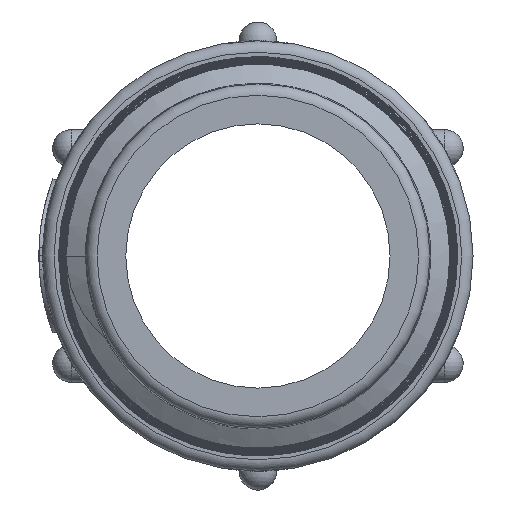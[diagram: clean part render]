
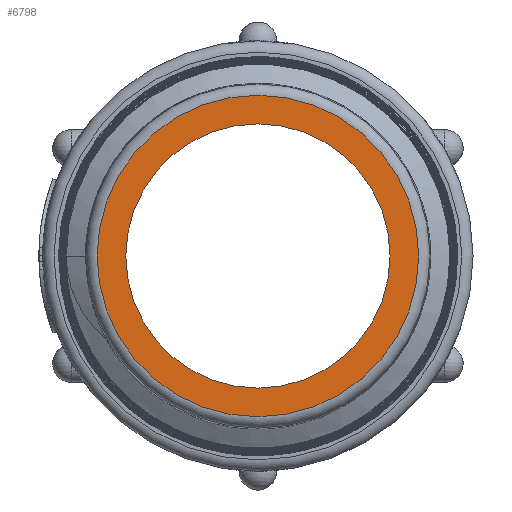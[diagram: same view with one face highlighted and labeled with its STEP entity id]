
A CAD part, left-side view. The second image highlights one B-rep face of the part: STEP entity #6798.
In plain terms, the highlighted planar face has unit normal (-1, 0, 0).
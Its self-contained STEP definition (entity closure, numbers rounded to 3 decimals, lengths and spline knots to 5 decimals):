
#113=FACE_BOUND($,#2048,.T.);
#114=FACE_BOUND($,#2049,.T.);
#447=CIRCLE($,#7007,0.42592);
#449=CIRCLE($,#7011,0.35);
#1227=PLANE($,#7010);
#2048=EDGE_LOOP($,(#6303));
#2049=EDGE_LOOP($,(#6304));
#3313=VERTEX_POINT($,#59823);
#3319=VERTEX_POINT($,#60373);
#4311=EDGE_CURVE($,#3313,#3313,#447,.T.);
#4318=EDGE_CURVE($,#3319,#3319,#449,.T.);
#6303=ORIENTED_EDGE($,*,*,#4318,.T.);
#6304=ORIENTED_EDGE($,*,*,#4311,.F.);
#6798=ADVANCED_FACE($,(#113,#114),#1227,.T.);
#7007=AXIS2_PLACEMENT_3D($,#59824,#7762,#7763);
#7010=AXIS2_PLACEMENT_3D($,#60372,#7768,#7769);
#7011=AXIS2_PLACEMENT_3D($,#60374,#7770,#7771);
#7762=DIRECTION('center_axis',(1.,0.,0.));
#7763=DIRECTION('ref_axis',(0.,-1.,0.));
#7768=DIRECTION('center_axis',(-1.,0.,0.));
#7769=DIRECTION('ref_axis',(0.,0.,1.));
#7770=DIRECTION('center_axis',(1.,0.,0.));
#7771=DIRECTION('ref_axis',(0.,1.,0.));
#59823=CARTESIAN_POINT('',(-2.,0.42592,0.));
#59824=CARTESIAN_POINT('Origin',(-2.,0.,0.));
#60372=CARTESIAN_POINT('Origin',(-2.,0.4025,0.));
#60373=CARTESIAN_POINT('',(-2.,0.35,0.));
#60374=CARTESIAN_POINT('Origin',(-2.,0.,0.));
